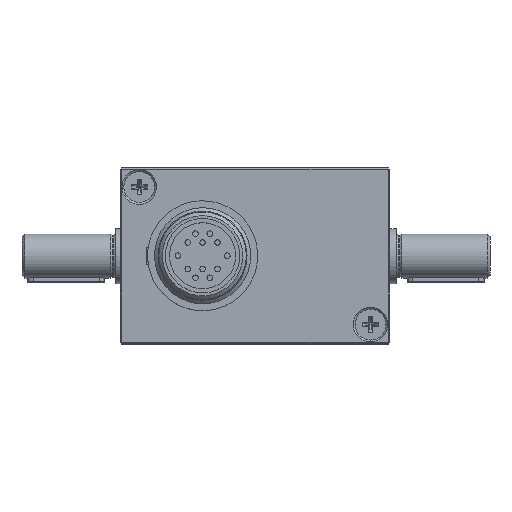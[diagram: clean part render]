
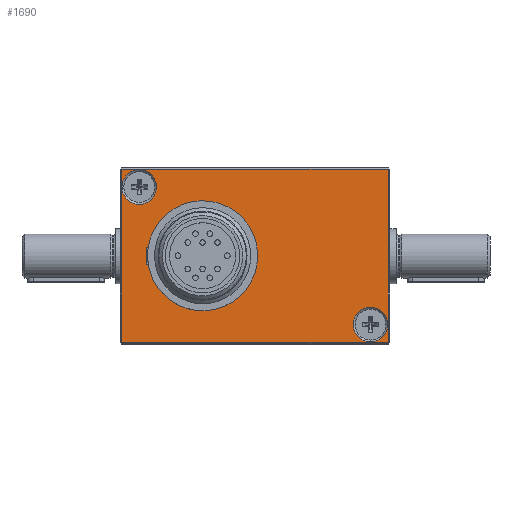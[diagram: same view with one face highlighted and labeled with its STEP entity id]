
A CAD part, top view. The second image highlights one B-rep face of the part: STEP entity #1690.
In plain terms, the highlighted planar face has unit normal (0, 0, 1).
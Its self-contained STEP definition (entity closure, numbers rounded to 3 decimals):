
#1690 = ADVANCED_FACE( '', ( #3299, #3300, #3301, #3302 ), #3303, .T. );
#3299 = FACE_OUTER_BOUND( '', #4868, .T. );
#3300 = FACE_BOUND( '', #4869, .T. );
#3301 = FACE_BOUND( '', #4870, .T. );
#3302 = FACE_BOUND( '', #4871, .T. );
#3303 = PLANE( '', #4872 );
#4868 = EDGE_LOOP( '', ( #7698, #7699, #7700, #7701 ) );
#4869 = EDGE_LOOP( '', ( #7702 ) );
#4870 = EDGE_LOOP( '', ( #7703 ) );
#4871 = EDGE_LOOP( '', ( #7704, #7705, #7706, #7707 ) );
#4872 = AXIS2_PLACEMENT_3D( '', #7708, #7709, #7710 );
#7698 = ORIENTED_EDGE( '', *, *, #8861, .T. );
#7699 = ORIENTED_EDGE( '', *, *, #8459, .T. );
#7700 = ORIENTED_EDGE( '', *, *, #8464, .T. );
#7701 = ORIENTED_EDGE( '', *, *, #9136, .T. );
#7702 = ORIENTED_EDGE( '', *, *, #8176, .T. );
#7703 = ORIENTED_EDGE( '', *, *, #8537, .T. );
#7704 = ORIENTED_EDGE( '', *, *, #8450, .T. );
#7705 = ORIENTED_EDGE( '', *, *, #8711, .T. );
#7706 = ORIENTED_EDGE( '', *, *, #8809, .T. );
#7707 = ORIENTED_EDGE( '', *, *, #8917, .T. );
#7708 = CARTESIAN_POINT( '', ( -24.5, 16., 22.5 ) );
#7709 = DIRECTION( '', ( 0., 0., 1. ) );
#7710 = DIRECTION( '', ( 1., 0., 0. ) );
#8176 = EDGE_CURVE( '', #9319, #9319, #9320, .T. );
#8450 = EDGE_CURVE( '', #9779, #9777, #9780, .T. );
#8459 = EDGE_CURVE( '', #9795, #9793, #9796, .T. );
#8464 = EDGE_CURVE( '', #9793, #9801, #9803, .T. );
#8537 = EDGE_CURVE( '', #9915, #9915, #9916, .T. );
#8711 = EDGE_CURVE( '', #9777, #10184, #10186, .T. );
#8809 = EDGE_CURVE( '', #10184, #10327, #10329, .T. );
#8861 = EDGE_CURVE( '', #10236, #9795, #10393, .T. );
#8917 = EDGE_CURVE( '', #10327, #9779, #10468, .T. );
#9136 = EDGE_CURVE( '', #9801, #10236, #10729, .T. );
#9319 = VERTEX_POINT( '', #10953 );
#9320 = CIRCLE( '', #10954, 3.15 );
#9777 = VERTEX_POINT( '', #11558 );
#9779 = VERTEX_POINT( '', #11561 );
#9780 = LINE( '', #11562, #11563 );
#9793 = VERTEX_POINT( '', #11581 );
#9795 = VERTEX_POINT( '', #11584 );
#9796 = LINE( '', #11585, #11586 );
#9801 = VERTEX_POINT( '', #11593 );
#9803 = LINE( '', #11596, #11597 );
#9915 = VERTEX_POINT( '', #11731 );
#9916 = CIRCLE( '', #11732, 3.15 );
#10184 = VERTEX_POINT( '', #12041 );
#10186 = LINE( '', #12044, #12045 );
#10236 = VERTEX_POINT( '', #12101 );
#10327 = VERTEX_POINT( '', #12211 );
#10329 = LINE( '', #12214, #12215 );
#10393 = LINE( '', #12296, #12297 );
#10468 = CIRCLE( '', #12383, 9. );
#10729 = LINE( '', #12688, #12689 );
#10953 = CARTESIAN_POINT( '', ( -21., 15.65, 22.5 ) );
#10954 = AXIS2_PLACEMENT_3D( '', #12877, #12878, #12879 );
#11558 = CARTESIAN_POINT( '', ( -19.7, -1.5, 22.5 ) );
#11561 = CARTESIAN_POINT( '', ( -18.374, -1.5, 22.5 ) );
#11562 = CARTESIAN_POINT( '', ( -19.7, -1.5, 22.5 ) );
#11563 = VECTOR( '', #13289, 1000. );
#11581 = CARTESIAN_POINT( '', ( -24.2, 15.7, 22.5 ) );
#11584 = CARTESIAN_POINT( '', ( 24.2, 15.7, 22.5 ) );
#11585 = CARTESIAN_POINT( '', ( -24.5, 15.7, 22.5 ) );
#11586 = VECTOR( '', #13296, 1000. );
#11593 = CARTESIAN_POINT( '', ( -24.2, -15.7, 22.5 ) );
#11596 = CARTESIAN_POINT( '', ( -24.2, -16., 22.5 ) );
#11597 = VECTOR( '', #13300, 1000. );
#11731 = CARTESIAN_POINT( '', ( 21., -9.35, 22.5 ) );
#11732 = AXIS2_PLACEMENT_3D( '', #13401, #13402, #13403 );
#12041 = CARTESIAN_POINT( '', ( -19.7, 1.5, 22.5 ) );
#12044 = CARTESIAN_POINT( '', ( -19.7, 1.5, 22.5 ) );
#12045 = VECTOR( '', #13677, 1000. );
#12101 = CARTESIAN_POINT( '', ( 24.2, -15.7, 22.5 ) );
#12211 = CARTESIAN_POINT( '', ( -18.374, 1.5, 22.5 ) );
#12214 = CARTESIAN_POINT( '', ( -19.7, 1.5, 22.5 ) );
#12215 = VECTOR( '', #13803, 1000. );
#12296 = CARTESIAN_POINT( '', ( 24.2, 16., 22.5 ) );
#12297 = VECTOR( '', #13854, 1000. );
#12383 = AXIS2_PLACEMENT_3D( '', #13929, #13930, #13931 );
#12688 = CARTESIAN_POINT( '', ( 24.5, -15.7, 22.5 ) );
#12689 = VECTOR( '', #14147, 1000. );
#12877 = CARTESIAN_POINT( '', ( -21., 12.5, 22.5 ) );
#12878 = DIRECTION( '', ( 0., 0., -1. ) );
#12879 = DIRECTION( '', ( 0., 1., 0. ) );
#13289 = DIRECTION( '', ( -1., 0., 0. ) );
#13296 = DIRECTION( '', ( -1., 0., 0. ) );
#13300 = DIRECTION( '', ( 0., -1., 0. ) );
#13401 = CARTESIAN_POINT( '', ( 21., -12.5, 22.5 ) );
#13402 = DIRECTION( '', ( 0., 0., -1. ) );
#13403 = DIRECTION( '', ( 0., 1., 0. ) );
#13677 = DIRECTION( '', ( 0., 1., 0. ) );
#13803 = DIRECTION( '', ( 1., 0., 0. ) );
#13854 = DIRECTION( '', ( 0., 1., 0. ) );
#13929 = CARTESIAN_POINT( '', ( -9.5, 0., 22.5 ) );
#13930 = DIRECTION( '', ( 0., 0., -1. ) );
#13931 = DIRECTION( '', ( -1., 0., 0. ) );
#14147 = DIRECTION( '', ( 1., 0., 0. ) );
